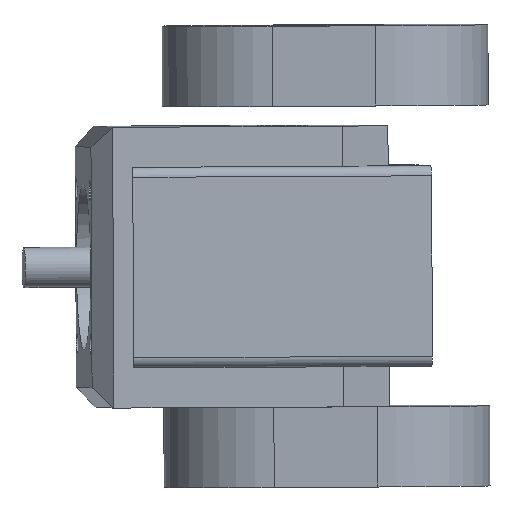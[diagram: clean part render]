
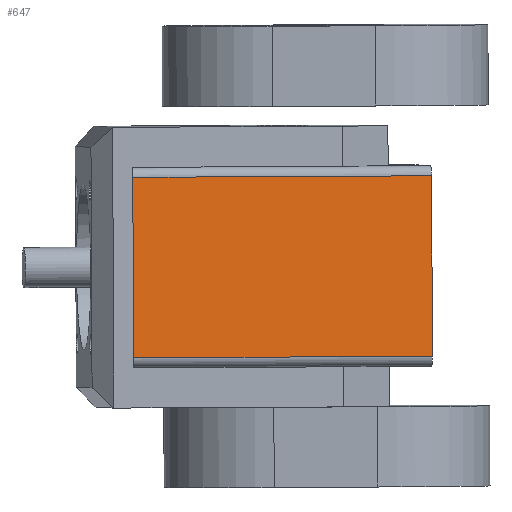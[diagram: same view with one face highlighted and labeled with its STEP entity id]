
A CAD part, front view. The second image highlights one B-rep face of the part: STEP entity #647.
In plain terms, the highlighted face is planar.
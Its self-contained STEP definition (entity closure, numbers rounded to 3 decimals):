
#16 = DIRECTION ( 'NONE',  ( 0., 0., -1. ) ) ;
#207 = EDGE_CURVE ( 'NONE', #955, #2005, #1960, .T. ) ;
#283 = AXIS2_PLACEMENT_3D ( 'NONE', #1134, #2186, #2430 ) ;
#334 = PLANE ( 'NONE',  #283 ) ;
#353 = VECTOR ( 'NONE', #869, 1000. ) ;
#354 = VECTOR ( 'NONE', #2565, 1000. ) ;
#428 = VECTOR ( 'NONE', #16, 1000. ) ;
#508 = CARTESIAN_POINT ( 'NONE',  ( 9., -10., 0. ) ) ;
#539 = EDGE_CURVE ( 'NONE', #1787, #2005, #1181, .T. ) ;
#647 = ADVANCED_FACE ( 'NONE', ( #2126 ), #334, .F. ) ;
#806 = CARTESIAN_POINT ( 'NONE',  ( -9., -10., 30. ) ) ;
#813 = CARTESIAN_POINT ( 'NONE',  ( -9., -10., 0. ) ) ;
#843 = CARTESIAN_POINT ( 'NONE',  ( 9., -10., 30. ) ) ;
#869 = DIRECTION ( 'NONE',  ( 1., 0., 0. ) ) ;
#870 = EDGE_CURVE ( 'NONE', #1230, #955, #1408, .T. ) ;
#884 = ORIENTED_EDGE ( 'NONE', *, *, #870, .T. ) ;
#955 = VERTEX_POINT ( 'NONE', #508 ) ;
#959 = CARTESIAN_POINT ( 'NONE',  ( -10., -10., 30. ) ) ;
#1020 = EDGE_LOOP ( 'NONE', ( #2370, #1414, #884, #1659 ) ) ;
#1134 = CARTESIAN_POINT ( 'NONE',  ( -10., -10., 30. ) ) ;
#1181 = LINE ( 'NONE', #959, #2529 ) ;
#1230 = VERTEX_POINT ( 'NONE', #813 ) ;
#1408 = LINE ( 'NONE', #2203, #353 ) ;
#1414 = ORIENTED_EDGE ( 'NONE', *, *, #1987, .T. ) ;
#1659 = ORIENTED_EDGE ( 'NONE', *, *, #207, .T. ) ;
#1763 = CARTESIAN_POINT ( 'NONE',  ( 9., -10., 30. ) ) ;
#1772 = LINE ( 'NONE', #806, #428 ) ;
#1777 = CARTESIAN_POINT ( 'NONE',  ( -9., -10., 30. ) ) ;
#1787 = VERTEX_POINT ( 'NONE', #1777 ) ;
#1960 = LINE ( 'NONE', #1763, #354 ) ;
#1987 = EDGE_CURVE ( 'NONE', #1787, #1230, #1772, .T. ) ;
#2005 = VERTEX_POINT ( 'NONE', #843 ) ;
#2126 = FACE_OUTER_BOUND ( 'NONE', #1020, .T. ) ;
#2186 = DIRECTION ( 'NONE',  ( 0., 1., 0. ) ) ;
#2203 = CARTESIAN_POINT ( 'NONE',  ( -10., -10., 0. ) ) ;
#2370 = ORIENTED_EDGE ( 'NONE', *, *, #539, .F. ) ;
#2430 = DIRECTION ( 'NONE',  ( 0., 0., 1. ) ) ;
#2529 = VECTOR ( 'NONE', #2560, 1000. ) ;
#2560 = DIRECTION ( 'NONE',  ( 1., 0., 0. ) ) ;
#2565 = DIRECTION ( 'NONE',  ( 0., 0., 1. ) ) ;
